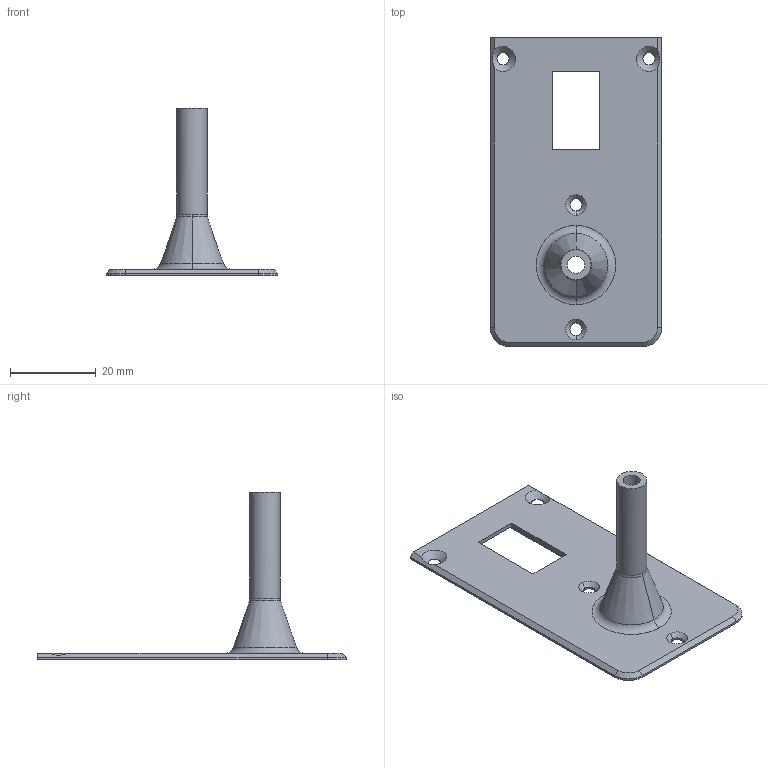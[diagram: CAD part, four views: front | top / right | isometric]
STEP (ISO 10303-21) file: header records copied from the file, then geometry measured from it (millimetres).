
FILE_DESCRIPTION(('FreeCAD Model'),'2;1');
FILE_NAME('TubeLid.step','2016-09-14T15:50:05',('Author'),(''), 'Open CASCADE STEP processor 6.9','FreeCAD','Unknown');
FILE_SCHEMA(('AUTOMOTIVE_DESIGN_CC2 { 1 2 10303 214 -1 1 5 4 }'));
Length unit declared in the file: millimetre
Products named in the file (2): ASSEMBLY; TubeLid
Assembly tree (1 placements, depth 2):
  ASSEMBLY
    TubeLid
Bounding box: 40 x 72 x 39 mm (x, y, z)
Volume: 5193.9 mm3; surface area: 7043.4 mm2
Topology: 1 solids, 1 shells, 39 faces, 110 edges, 72 vertices
Faces by surface type: plane 16, cone 12, cylinder 7, torus 2, bspline 2
Full cylindrical faces by diameter (mm): 2.8 x2, 4 x1, 7 x1, 10 x1
Entity records: 3659 total; most frequent: CARTESIAN_POINT 1467, DIRECTION 397, ORIENTED_EDGE 220, PCURVE 220, DEFINITIONAL_REPRESENTATION 220, LINE 212, VECTOR 212, EDGE_CURVE 110
